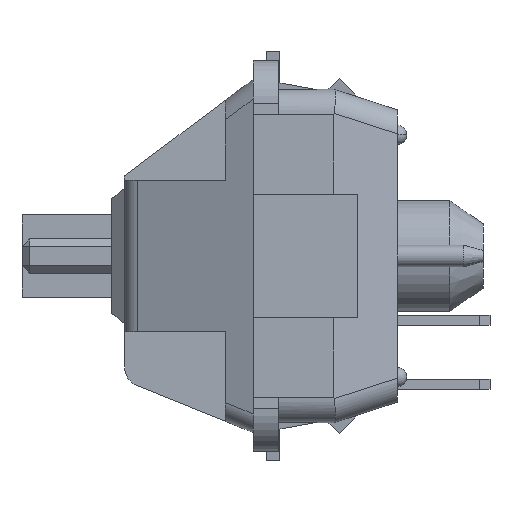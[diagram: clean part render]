
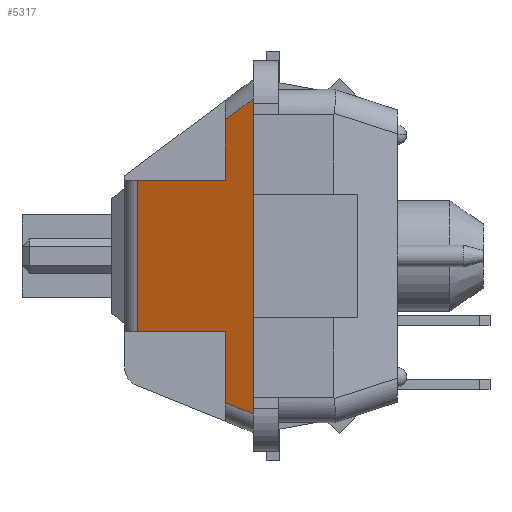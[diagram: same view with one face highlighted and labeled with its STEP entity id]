
A CAD part, left-side view. The second image highlights one B-rep face of the part: STEP entity #5317.
In plain terms, the highlighted planar face has unit normal (-0.927, 0.375, 0).
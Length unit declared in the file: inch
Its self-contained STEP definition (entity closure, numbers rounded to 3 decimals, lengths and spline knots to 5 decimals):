
#23 = VERTEX_POINT ( 'NONE', #2356 ) ;
#84 = VECTOR ( 'NONE', #6362, 39.37008 ) ;
#185 = ORIENTED_EDGE ( 'NONE', *, *, #6965, .T. ) ;
#261 = ORIENTED_EDGE ( 'NONE', *, *, #3187, .T. ) ;
#262 = LINE ( 'NONE', #6931, #689 ) ;
#552 = CARTESIAN_POINT ( 'NONE',  ( -0.25798, 0.28268, 0.21251 ) ) ;
#689 = VECTOR ( 'NONE', #6451, 39.37008 ) ;
#693 = VERTEX_POINT ( 'NONE', #2239 ) ;
#864 = LINE ( 'NONE', #2333, #4781 ) ;
#1001 = VERTEX_POINT ( 'NONE', #552 ) ;
#1013 = LINE ( 'NONE', #6122, #4076 ) ;
#1225 = DIRECTION ( 'NONE',  ( -0.351, -0.868, -0.351 ) ) ;
#1387 = CARTESIAN_POINT ( 'NONE',  ( -0.27547, 0.23937, 0.11799 ) ) ;
#1429 = EDGE_CURVE ( 'NONE', #23, #6980, #2974, .T. ) ;
#1480 = CARTESIAN_POINT ( 'NONE',  ( -0.25798, 0.28268, 0.11799 ) ) ;
#1804 = AXIS2_PLACEMENT_3D ( 'NONE', #5912, #3808, #6007 ) ;
#1810 = DIRECTION ( 'NONE',  ( 0., 0., 1. ) ) ;
#1884 = VERTEX_POINT ( 'NONE', #2345 ) ;
#1904 = LINE ( 'NONE', #1387, #3339 ) ;
#1913 = VERTEX_POINT ( 'NONE', #2793 ) ;
#2239 = CARTESIAN_POINT ( 'NONE',  ( -0.27547, 0.23937, 0.24496 ) ) ;
#2333 = CARTESIAN_POINT ( 'NONE',  ( -0.25798, 0.28268, 0.27547 ) ) ;
#2345 = CARTESIAN_POINT ( 'NONE',  ( -0.25798, 0.28268, -0.22877 ) ) ;
#2356 = CARTESIAN_POINT ( 'NONE',  ( -0.20231, 0.42046, -0.11799 ) ) ;
#2414 = VERTEX_POINT ( 'NONE', #5665 ) ;
#2744 = LINE ( 'NONE', #5241, #84 ) ;
#2793 = CARTESIAN_POINT ( 'NONE',  ( -0.27547, 0.23937, -0.24627 ) ) ;
#2974 = LINE ( 'NONE', #4590, #3383 ) ;
#3187 = EDGE_CURVE ( 'NONE', #1913, #693, #1013, .T. ) ;
#3339 = VECTOR ( 'NONE', #5775, 39.37008 ) ;
#3347 = VERTEX_POINT ( 'NONE', #1480 ) ;
#3383 = VECTOR ( 'NONE', #5218, 39.37008 ) ;
#3385 = CARTESIAN_POINT ( 'NONE',  ( -0.21127, 0.39829, -0.18206 ) ) ;
#3392 = VECTOR ( 'NONE', #4029, 39.37008 ) ;
#3466 = DIRECTION ( 'NONE',  ( 0., 0., 1. ) ) ;
#3504 = EDGE_LOOP ( 'NONE', ( #4119, #6895, #261, #5228, #3639, #6759, #185, #4839 ) ) ;
#3639 = ORIENTED_EDGE ( 'NONE', *, *, #4914, .F. ) ;
#3754 = VECTOR ( 'NONE', #1225, 39.37008 ) ;
#3808 = DIRECTION ( 'NONE',  ( -0.927, 0.375, 0. ) ) ;
#4029 = DIRECTION ( 'NONE',  ( 0., 0., -1. ) ) ;
#4076 = VECTOR ( 'NONE', #1810, 39.37008 ) ;
#4119 = ORIENTED_EDGE ( 'NONE', *, *, #5568, .F. ) ;
#4590 = CARTESIAN_POINT ( 'NONE',  ( -0.27547, 0.23937, -0.11799 ) ) ;
#4667 = LINE ( 'NONE', #5755, #3392 ) ;
#4781 = VECTOR ( 'NONE', #3466, 39.37008 ) ;
#4839 = ORIENTED_EDGE ( 'NONE', *, *, #1429, .T. ) ;
#4903 = EDGE_CURVE ( 'NONE', #1884, #1913, #5211, .T. ) ;
#4914 = EDGE_CURVE ( 'NONE', #3347, #1001, #864, .T. ) ;
#5021 = EDGE_CURVE ( 'NONE', #3347, #2414, #1904, .T. ) ;
#5211 = LINE ( 'NONE', #3385, #3754 ) ;
#5218 = DIRECTION ( 'NONE',  ( -0.375, -0.927, 0. ) ) ;
#5228 = ORIENTED_EDGE ( 'NONE', *, *, #5707, .T. ) ;
#5241 = CARTESIAN_POINT ( 'NONE',  ( -0.25798, 0.28268, 0.27547 ) ) ;
#5317 = ADVANCED_FACE ( 'NONE', ( #5895 ), #6533, .T. ) ;
#5568 = EDGE_CURVE ( 'NONE', #1884, #6980, #2744, .T. ) ;
#5665 = CARTESIAN_POINT ( 'NONE',  ( -0.20231, 0.42046, 0.11799 ) ) ;
#5707 = EDGE_CURVE ( 'NONE', #693, #1001, #262, .T. ) ;
#5727 = CARTESIAN_POINT ( 'NONE',  ( -0.25798, 0.28268, -0.11799 ) ) ;
#5755 = CARTESIAN_POINT ( 'NONE',  ( -0.20231, 0.42046, -0.11799 ) ) ;
#5775 = DIRECTION ( 'NONE',  ( 0.375, 0.927, 0. ) ) ;
#5895 = FACE_OUTER_BOUND ( 'NONE', #3504, .T. ) ;
#5912 = CARTESIAN_POINT ( 'NONE',  ( -0.27547, 0.23937, 0.27547 ) ) ;
#6007 = DIRECTION ( 'NONE',  ( -0.375, -0.927, 0. ) ) ;
#6122 = CARTESIAN_POINT ( 'NONE',  ( -0.27547, 0.23937, 0.27547 ) ) ;
#6362 = DIRECTION ( 'NONE',  ( 0., 0., 1. ) ) ;
#6451 = DIRECTION ( 'NONE',  ( 0.308, 0.761, -0.571 ) ) ;
#6533 = PLANE ( 'NONE',  #1804 ) ;
#6759 = ORIENTED_EDGE ( 'NONE', *, *, #5021, .T. ) ;
#6895 = ORIENTED_EDGE ( 'NONE', *, *, #4903, .T. ) ;
#6931 = CARTESIAN_POINT ( 'NONE',  ( -0.28083, 0.22611, 0.25489 ) ) ;
#6965 = EDGE_CURVE ( 'NONE', #2414, #23, #4667, .T. ) ;
#6980 = VERTEX_POINT ( 'NONE', #5727 ) ;
